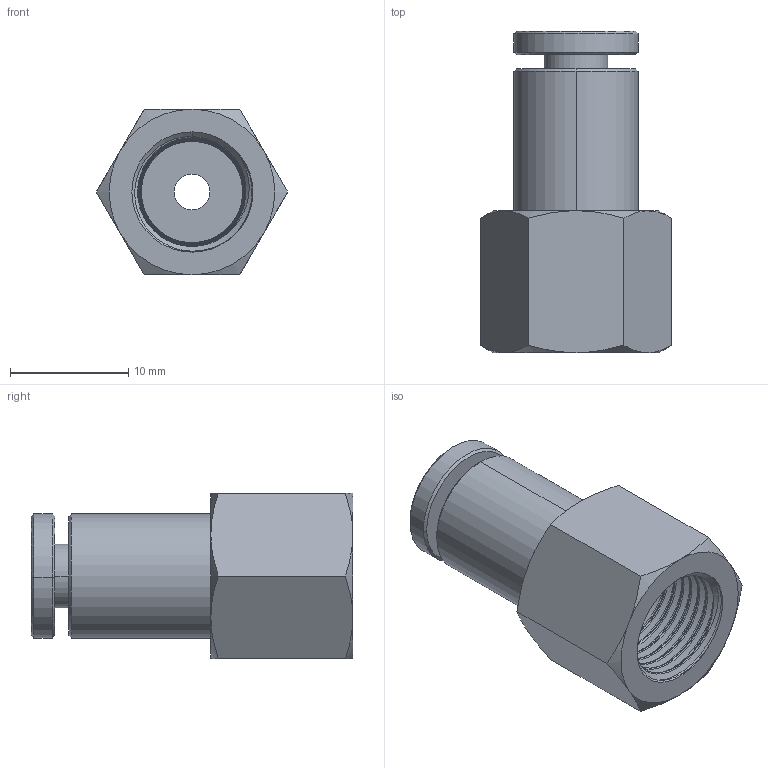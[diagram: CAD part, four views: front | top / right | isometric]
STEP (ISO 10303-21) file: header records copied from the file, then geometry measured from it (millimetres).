
FILE_DESCRIPTION (( 'STEP AP214' ), '1' );
FILE_NAME ('FCS4R1-8W.STEP', '2018-07-30T15:52:09', ( '' ), ( '' ), 'SwSTEP 2.0', 'SolidWorks 2016', '' );
FILE_SCHEMA (( 'AUTOMOTIVE_DESIGN' ));
Length unit declared in the file: millimetre
Products named in the file (1): FCS4R1-8W
Bounding box: 16.17 x 27.19 x 14 mm (x, y, z)
Volume: 2267.8 mm3; surface area: 3207.5 mm2
Topology: 6 solids, 6 shells, 323 faces, 1087 edges, 781 vertices
Faces by surface type: cone 134, plane 103, cylinder 58, bspline 26, torus 2
Entity records: 22619 total; most frequent: CARTESIAN_POINT 10341, ORIENTED_EDGE 2174, DIRECTION 1383, EDGE_CURVE 1087, VERTEX_POINT 781, AXIS2_PLACEMENT_3D 574, B_SPLINE_CURVE_WITH_KNOTS 573, EDGE_LOOP 340
